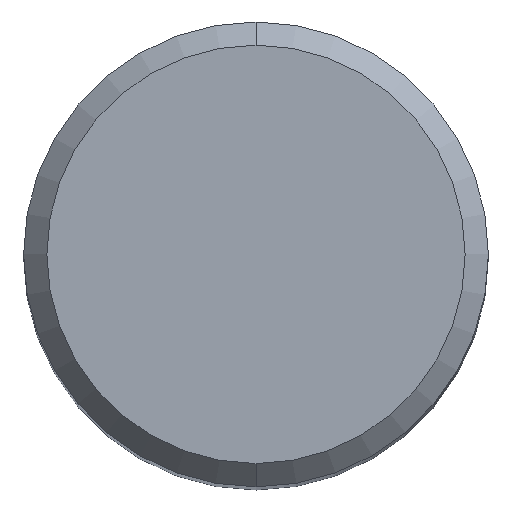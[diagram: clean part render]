
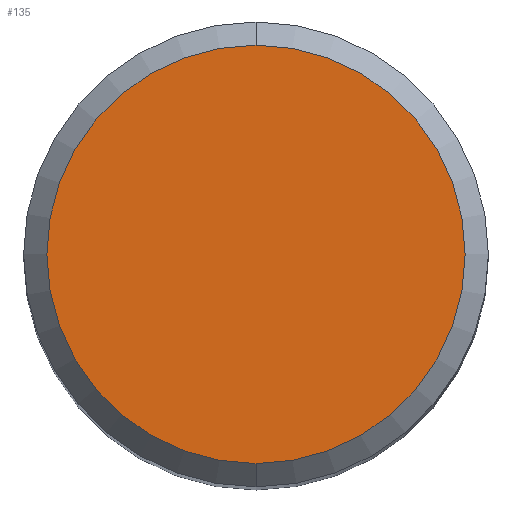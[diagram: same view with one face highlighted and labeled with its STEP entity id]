
A CAD part, top view. The second image highlights one B-rep face of the part: STEP entity #135.
In plain terms, the highlighted planar face has unit normal (0, 0, 1).
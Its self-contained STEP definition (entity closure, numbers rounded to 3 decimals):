
#129=VERTEX_POINT('',#283);
#135=ADVANCED_FACE('',(#289),#290,.T.);
#143=EDGE_CURVE('',#229,#129,#299,.T.);
#195=EDGE_CURVE('',#129,#229,#359,.T.);
#229=VERTEX_POINT('',#397);
#283=CARTESIAN_POINT('',(0.0,4.5,0.0));
#289=FACE_OUTER_BOUND('',#461,.T.);
#290=PLANE('',#462);
#299=CIRCLE('',#472,4.5);
#359=CIRCLE('',#547,4.5);
#397=CARTESIAN_POINT('',(0.,-4.5,0.0));
#461=EDGE_LOOP('',(#646,#647));
#462=AXIS2_PLACEMENT_3D('',#648,#649,#650);
#472=AXIS2_PLACEMENT_3D('',#657,#658,#659);
#547=AXIS2_PLACEMENT_3D('',#741,#742,#743);
#646=ORIENTED_EDGE('',*,*,#195,.F.);
#647=ORIENTED_EDGE('',*,*,#143,.F.);
#648=CARTESIAN_POINT('',(0.0,2.25,0.0));
#649=DIRECTION('',(-0.0,0.0,1.0));
#650=DIRECTION('',(0.0,-1.0,0.0));
#657=CARTESIAN_POINT('',(0.0,0.0,0.0));
#658=DIRECTION('',(0.0,0.0,-1.0));
#659=DIRECTION('',(0.0,1.0,0.0));
#741=CARTESIAN_POINT('',(0.0,0.0,0.0));
#742=DIRECTION('',(0.0,0.0,-1.0));
#743=DIRECTION('',(0.0,1.0,0.0));
